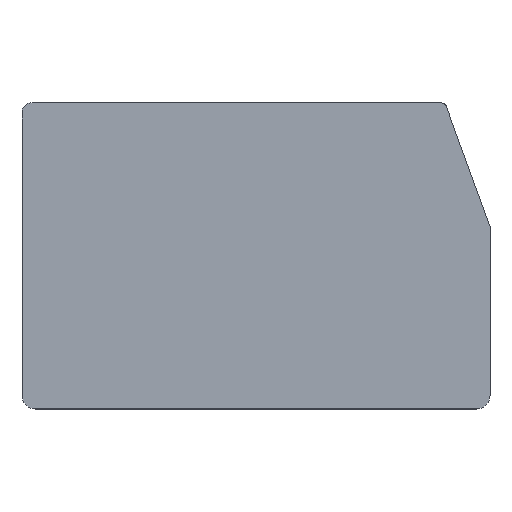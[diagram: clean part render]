
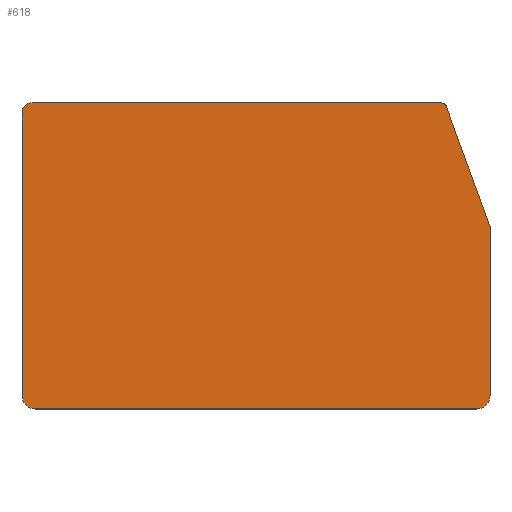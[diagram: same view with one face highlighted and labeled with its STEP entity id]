
A CAD part, top view. The second image highlights one B-rep face of the part: STEP entity #618.
In plain terms, the highlighted planar face has unit normal (0, 0, 1).
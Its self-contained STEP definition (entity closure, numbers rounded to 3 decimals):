
#214=DIRECTION('',(0.,-1.,0.));
#215=VECTOR('',#214,18.763);
#216=CARTESIAN_POINT('',(108.609,55.377,1.6));
#217=LINE('',#216,#215);
#235=DIRECTION('',(-1.,0.,0.));
#236=VECTOR('',#235,49.);
#237=CARTESIAN_POINT('',(107.109,35.114,1.6));
#238=LINE('',#237,#236);
#277=DIRECTION('',(1.,0.,0.));
#278=VECTOR('',#277,45.65);
#279=CARTESIAN_POINT('',(57.609,69.114,1.6));
#280=LINE('',#279,#278);
#298=CARTESIAN_POINT('',(103.259,68.614,1.6));
#299=DIRECTION('',(0.,0.,1.));
#300=DIRECTION('',(0.94,0.342,0.));
#301=AXIS2_PLACEMENT_3D('',#298,#299,#300);
#306=DIRECTION('',(-0.342,0.94,0.));
#307=VECTOR('',#306,14.269);
#308=CARTESIAN_POINT('',(108.609,55.377,1.6));
#309=LINE('',#308,#307);
#313=CARTESIAN_POINT('',(107.109,36.614,1.6));
#314=DIRECTION('',(0.,0.,1.));
#315=DIRECTION('',(0.,-1.,0.));
#316=AXIS2_PLACEMENT_3D('',#313,#314,#315);
#321=CARTESIAN_POINT('',(58.109,36.614,1.6));
#322=DIRECTION('',(0.,0.,1.));
#323=DIRECTION('',(-1.,0.,0.));
#324=AXIS2_PLACEMENT_3D('',#321,#322,#323);
#329=DIRECTION('',(0.,-1.,0.));
#330=VECTOR('',#329,31.5);
#331=CARTESIAN_POINT('',(56.609,68.114,1.6));
#332=LINE('',#331,#330);
#336=CARTESIAN_POINT('',(57.609,68.114,1.6));
#337=DIRECTION('',(0.,0.,1.));
#338=DIRECTION('',(0.,1.,0.));
#339=AXIS2_PLACEMENT_3D('',#336,#337,#338);
#362=CARTESIAN_POINT('',(108.609,55.377,1.6));
#363=CARTESIAN_POINT('',(103.729,68.785,1.6));
#364=VERTEX_POINT('',#362);
#365=VERTEX_POINT('',#363);
#366=CARTESIAN_POINT('',(108.609,36.614,1.6));
#367=VERTEX_POINT('',#366);
#368=CARTESIAN_POINT('',(107.109,35.114,1.6));
#369=VERTEX_POINT('',#368);
#370=CARTESIAN_POINT('',(58.109,35.114,1.6));
#371=VERTEX_POINT('',#370);
#372=CARTESIAN_POINT('',(56.609,36.614,1.6));
#373=VERTEX_POINT('',#372);
#374=CARTESIAN_POINT('',(56.609,68.114,1.6));
#375=VERTEX_POINT('',#374);
#376=CARTESIAN_POINT('',(57.609,69.114,1.6));
#377=VERTEX_POINT('',#376);
#378=CARTESIAN_POINT('',(103.259,69.114,1.6));
#379=VERTEX_POINT('',#378);
#602=CARTESIAN_POINT('',(80.434,47.864,1.6));
#603=DIRECTION('',(0.,0.,1.));
#604=DIRECTION('',(1.,0.,0.));
#605=AXIS2_PLACEMENT_3D('',#602,#603,#604);
#606=PLANE('',#605);
#607=ORIENTED_EDGE('',*,*,#589,.F.);
#608=ORIENTED_EDGE('',*,*,#421,.F.);
#609=ORIENTED_EDGE('',*,*,#443,.T.);
#610=ORIENTED_EDGE('',*,*,#464,.F.);
#611=ORIENTED_EDGE('',*,*,#485,.T.);
#612=ORIENTED_EDGE('',*,*,#506,.F.);
#613=ORIENTED_EDGE('',*,*,#527,.F.);
#614=ORIENTED_EDGE('',*,*,#548,.F.);
#615=ORIENTED_EDGE('',*,*,#569,.T.);
#616=EDGE_LOOP('',(#607,#608,#609,#610,#611,#612,#613,#614,#615));
#617=FACE_OUTER_BOUND('',#616,.F.);
#302=CIRCLE('',#301,0.5);
#317=CIRCLE('',#316,1.5);
#325=CIRCLE('',#324,1.5);
#340=CIRCLE('',#339,1.);
#421=EDGE_CURVE('',#364,#365,#309,.T.);
#443=EDGE_CURVE('',#364,#367,#217,.T.);
#464=EDGE_CURVE('',#369,#367,#317,.T.);
#485=EDGE_CURVE('',#369,#371,#238,.T.);
#506=EDGE_CURVE('',#373,#371,#325,.T.);
#527=EDGE_CURVE('',#375,#373,#332,.T.);
#548=EDGE_CURVE('',#377,#375,#340,.T.);
#569=EDGE_CURVE('',#377,#379,#280,.T.);
#589=EDGE_CURVE('',#365,#379,#302,.T.);
#618=ADVANCED_FACE('',(#617),#606,.T.);
